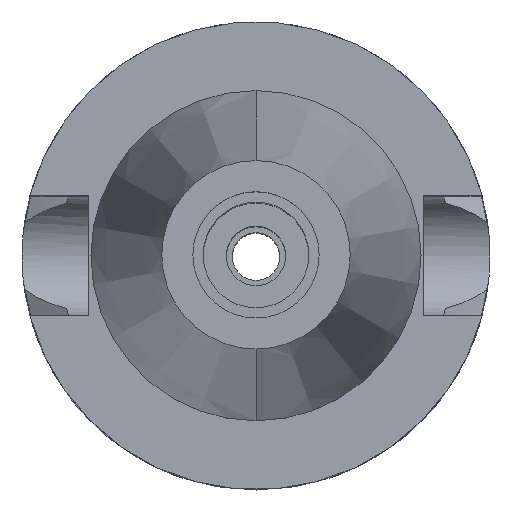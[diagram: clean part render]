
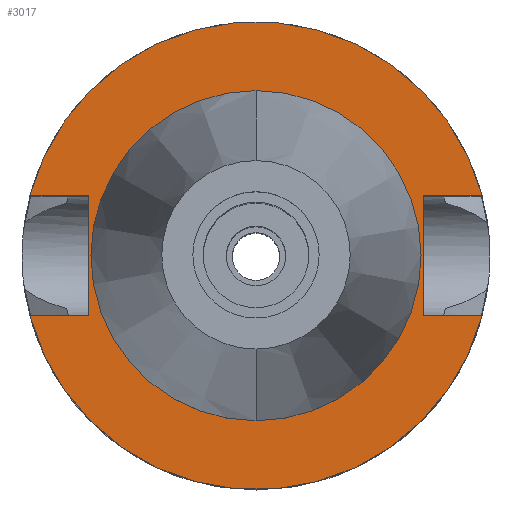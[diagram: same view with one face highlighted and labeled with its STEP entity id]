
A CAD part, top view. The second image highlights one B-rep face of the part: STEP entity #3017.
In plain terms, the highlighted planar face has unit normal (0, 0, 1).
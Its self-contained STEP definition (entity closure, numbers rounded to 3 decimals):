
#7 = EDGE_CURVE ( 'NONE', #2744, #792, #2581, .T. ) ;
#63 = LINE ( 'NONE', #1197, #1970 ) ;
#90 = ORIENTED_EDGE ( 'NONE', *, *, #639, .F. ) ;
#174 = LINE ( 'NONE', #3548, #2928 ) ;
#256 = VECTOR ( 'NONE', #1601, 1000. ) ;
#316 = CARTESIAN_POINT ( 'NONE',  ( 0., 0., -2. ) ) ;
#368 = DIRECTION ( 'NONE',  ( 0., 1., 0. ) ) ;
#405 = CARTESIAN_POINT ( 'NONE',  ( 0., -22.225, -2. ) ) ;
#433 = EDGE_CURVE ( 'NONE', #1413, #1800, #3589, .T. ) ;
#503 = CIRCLE ( 'NONE', #1809, 31.5 ) ;
#536 = DIRECTION ( 'NONE',  ( 0., -1., 0. ) ) ;
#542 = VERTEX_POINT ( 'NONE', #2290 ) ;
#608 = CARTESIAN_POINT ( 'NONE',  ( 22.5, 8.05, -2. ) ) ;
#639 = EDGE_CURVE ( 'NONE', #1187, #2744, #63, .T. ) ;
#768 = ORIENTED_EDGE ( 'NONE', *, *, #433, .F. ) ;
#792 = VERTEX_POINT ( 'NONE', #2681 ) ;
#865 = LINE ( 'NONE', #1687, #2248 ) ;
#879 = EDGE_CURVE ( 'NONE', #1187, #3329, #174, .T. ) ;
#906 = EDGE_CURVE ( 'NONE', #792, #1242, #1260, .T. ) ;
#940 = DIRECTION ( 'NONE',  ( -1., 0., 0. ) ) ;
#1021 = ORIENTED_EDGE ( 'NONE', *, *, #7, .F. ) ;
#1095 = FACE_BOUND ( 'NONE', #1690, .T. ) ;
#1103 = ORIENTED_EDGE ( 'NONE', *, *, #3174, .T. ) ;
#1114 = AXIS2_PLACEMENT_3D ( 'NONE', #2231, #3342, #536 ) ;
#1168 = CARTESIAN_POINT ( 'NONE',  ( -22.5, 8.05, -2. ) ) ;
#1187 = VERTEX_POINT ( 'NONE', #2884 ) ;
#1197 = CARTESIAN_POINT ( 'NONE',  ( -22.5, -8.05, -2. ) ) ;
#1242 = VERTEX_POINT ( 'NONE', #3458 ) ;
#1260 = CIRCLE ( 'NONE', #3437, 31.5 ) ;
#1307 = DIRECTION ( 'NONE',  ( -1., 0., 0. ) ) ;
#1345 = CARTESIAN_POINT ( 'NONE',  ( 22.5, 8.05, -2. ) ) ;
#1376 = ORIENTED_EDGE ( 'NONE', *, *, #879, .T. ) ;
#1413 = VERTEX_POINT ( 'NONE', #3095 ) ;
#1443 = EDGE_CURVE ( 'NONE', #2041, #1962, #2352, .T. ) ;
#1461 = AXIS2_PLACEMENT_3D ( 'NONE', #2303, #1518, #368 ) ;
#1482 = ORIENTED_EDGE ( 'NONE', *, *, #1443, .F. ) ;
#1518 = DIRECTION ( 'NONE',  ( 0., 0., 1. ) ) ;
#1582 = CIRCLE ( 'NONE', #1461, 22.225 ) ;
#1595 = ORIENTED_EDGE ( 'NONE', *, *, #3172, .F. ) ;
#1601 = DIRECTION ( 'NONE',  ( 0., -1., 0. ) ) ;
#1669 = PLANE ( 'NONE',  #1114 ) ;
#1687 = CARTESIAN_POINT ( 'NONE',  ( 22.5, -8.05, -2. ) ) ;
#1690 = EDGE_LOOP ( 'NONE', ( #1595, #1482 ) ) ;
#1800 = VERTEX_POINT ( 'NONE', #3091 ) ;
#1809 = AXIS2_PLACEMENT_3D ( 'NONE', #2365, #3176, #2963 ) ;
#1863 = EDGE_CURVE ( 'NONE', #1800, #542, #865, .T. ) ;
#1962 = VERTEX_POINT ( 'NONE', #3126 ) ;
#1970 = VECTOR ( 'NONE', #2327, 1000. ) ;
#2041 = VERTEX_POINT ( 'NONE', #405 ) ;
#2212 = EDGE_CURVE ( 'NONE', #542, #3329, #503, .T. ) ;
#2231 = CARTESIAN_POINT ( 'NONE',  ( 0., 0., -2. ) ) ;
#2235 = ORIENTED_EDGE ( 'NONE', *, *, #2212, .F. ) ;
#2248 = VECTOR ( 'NONE', #3596, 1000. ) ;
#2290 = CARTESIAN_POINT ( 'NONE',  ( 30.454, -8.05, -2. ) ) ;
#2303 = CARTESIAN_POINT ( 'NONE',  ( 0., 0., -2. ) ) ;
#2327 = DIRECTION ( 'NONE',  ( 0., 1., 0. ) ) ;
#2352 = CIRCLE ( 'NONE', #2828, 22.225 ) ;
#2365 = CARTESIAN_POINT ( 'NONE',  ( 0., 0., -2. ) ) ;
#2509 = FACE_OUTER_BOUND ( 'NONE', #2814, .T. ) ;
#2553 = DIRECTION ( 'NONE',  ( 0., 0., 1. ) ) ;
#2575 = VECTOR ( 'NONE', #940, 1000. ) ;
#2581 = LINE ( 'NONE', #1168, #2575 ) ;
#2675 = DIRECTION ( 'NONE',  ( 0., 0., -1. ) ) ;
#2681 = CARTESIAN_POINT ( 'NONE',  ( -30.454, 8.05, -2. ) ) ;
#2744 = VERTEX_POINT ( 'NONE', #3291 ) ;
#2814 = EDGE_LOOP ( 'NONE', ( #1376, #2235, #3471, #768, #1103, #2918, #1021, #90 ) ) ;
#2828 = AXIS2_PLACEMENT_3D ( 'NONE', #316, #2553, #3074 ) ;
#2872 = CARTESIAN_POINT ( 'NONE',  ( -30.454, -8.05, -2. ) ) ;
#2884 = CARTESIAN_POINT ( 'NONE',  ( -22.5, -8.05, -2. ) ) ;
#2918 = ORIENTED_EDGE ( 'NONE', *, *, #906, .F. ) ;
#2928 = VECTOR ( 'NONE', #1307, 1000. ) ;
#2937 = LINE ( 'NONE', #608, #3520 ) ;
#2963 = DIRECTION ( 'NONE',  ( 0., -1., 0. ) ) ;
#3017 = ADVANCED_FACE ( 'NONE', ( #2509, #1095 ), #1669, .F. ) ;
#3074 = DIRECTION ( 'NONE',  ( 0., -1., 0. ) ) ;
#3091 = CARTESIAN_POINT ( 'NONE',  ( 22.5, -8.05, -2. ) ) ;
#3095 = CARTESIAN_POINT ( 'NONE',  ( 22.5, 8.05, -2. ) ) ;
#3126 = CARTESIAN_POINT ( 'NONE',  ( 0., 22.225, -2. ) ) ;
#3172 = EDGE_CURVE ( 'NONE', #1962, #2041, #1582, .T. ) ;
#3174 = EDGE_CURVE ( 'NONE', #1413, #1242, #2937, .T. ) ;
#3176 = DIRECTION ( 'NONE',  ( 0., 0., -1. ) ) ;
#3199 = DIRECTION ( 'NONE',  ( 1., 0., 0. ) ) ;
#3253 = CARTESIAN_POINT ( 'NONE',  ( 0., 0., -2. ) ) ;
#3285 = DIRECTION ( 'NONE',  ( 0., 1., 0. ) ) ;
#3291 = CARTESIAN_POINT ( 'NONE',  ( -22.5, 8.05, -2. ) ) ;
#3329 = VERTEX_POINT ( 'NONE', #2872 ) ;
#3342 = DIRECTION ( 'NONE',  ( 0., 0., -1. ) ) ;
#3437 = AXIS2_PLACEMENT_3D ( 'NONE', #3253, #2675, #3285 ) ;
#3458 = CARTESIAN_POINT ( 'NONE',  ( 30.454, 8.05, -2. ) ) ;
#3471 = ORIENTED_EDGE ( 'NONE', *, *, #1863, .F. ) ;
#3520 = VECTOR ( 'NONE', #3199, 1000. ) ;
#3548 = CARTESIAN_POINT ( 'NONE',  ( -22.5, -8.05, -2. ) ) ;
#3589 = LINE ( 'NONE', #1345, #256 ) ;
#3596 = DIRECTION ( 'NONE',  ( 1., 0., 0. ) ) ;
